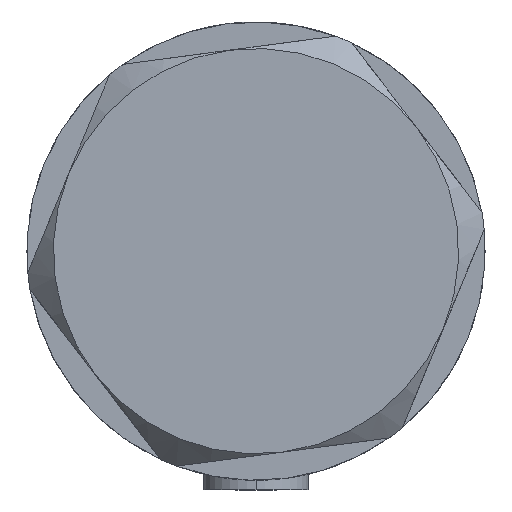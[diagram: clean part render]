
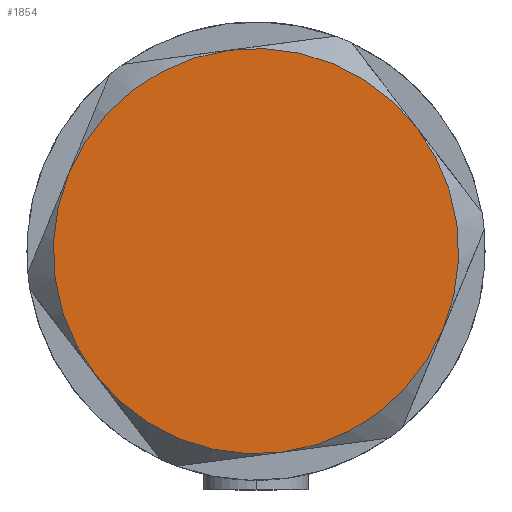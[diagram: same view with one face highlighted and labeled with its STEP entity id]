
A CAD part, left-side view. The second image highlights one B-rep face of the part: STEP entity #1854.
In plain terms, the highlighted face is planar.
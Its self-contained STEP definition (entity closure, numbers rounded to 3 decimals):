
#80 = VERTEX_POINT ( 'NONE', #1371 ) ;
#199 = ORIENTED_EDGE ( 'NONE', *, *, #3715, .T. ) ;
#211 = VERTEX_POINT ( 'NONE', #626 ) ;
#362 = CIRCLE ( 'NONE', #1136, 23. ) ;
#497 = EDGE_CURVE ( 'NONE', #4645, #909, #2362, .T. ) ;
#626 = CARTESIAN_POINT ( 'NONE',  ( -11.5, 19.919, 9. ) ) ;
#653 = CARTESIAN_POINT ( 'NONE',  ( 0., 0., 9. ) ) ;
#909 = VERTEX_POINT ( 'NONE', #1440 ) ;
#973 = ORIENTED_EDGE ( 'NONE', *, *, #1770, .T. ) ;
#1003 = DIRECTION ( 'NONE',  ( 1., 0., 0. ) ) ;
#1036 = AXIS2_PLACEMENT_3D ( 'NONE', #3318, #4036, #1003 ) ;
#1078 = CARTESIAN_POINT ( 'NONE',  ( 0., 0., 9. ) ) ;
#1109 = DIRECTION ( 'NONE',  ( 1., 0., 0. ) ) ;
#1136 = AXIS2_PLACEMENT_3D ( 'NONE', #653, #4623, #5010 ) ;
#1209 = DIRECTION ( 'NONE',  ( 0., 0., 1. ) ) ;
#1224 = VERTEX_POINT ( 'NONE', #1679 ) ;
#1371 = CARTESIAN_POINT ( 'NONE',  ( 23., 0., 9. ) ) ;
#1387 = EDGE_CURVE ( 'NONE', #2015, #4645, #4068, .T. ) ;
#1440 = CARTESIAN_POINT ( 'NONE',  ( 11.5, -19.919, 9. ) ) ;
#1454 = FACE_OUTER_BOUND ( 'NONE', #2608, .T. ) ;
#1679 = CARTESIAN_POINT ( 'NONE',  ( 11.5, 19.919, 9. ) ) ;
#1696 = EDGE_CURVE ( 'NONE', #80, #1224, #2950, .T. ) ;
#1757 = CARTESIAN_POINT ( 'NONE',  ( 0., 0., 9. ) ) ;
#1770 = EDGE_CURVE ( 'NONE', #909, #80, #362, .T. ) ;
#1782 = AXIS2_PLACEMENT_3D ( 'NONE', #3484, #4677, #3040 ) ;
#1784 = DIRECTION ( 'NONE',  ( 0., 0., 1. ) ) ;
#1851 = DIRECTION ( 'NONE',  ( 0., 0., 1. ) ) ;
#1854 = ADVANCED_FACE ( 'NONE', ( #1454 ), #2597, .T. ) ;
#1951 = ORIENTED_EDGE ( 'NONE', *, *, #1387, .T. ) ;
#2015 = VERTEX_POINT ( 'NONE', #3111 ) ;
#2058 = AXIS2_PLACEMENT_3D ( 'NONE', #2757, #1209, #3602 ) ;
#2295 = DIRECTION ( 'NONE',  ( 0., 0., 1. ) ) ;
#2362 = CIRCLE ( 'NONE', #1036, 23. ) ;
#2597 = PLANE ( 'NONE',  #3808 ) ;
#2608 = EDGE_LOOP ( 'NONE', ( #973, #3599, #4323, #199, #1951, #3486 ) ) ;
#2757 = CARTESIAN_POINT ( 'NONE',  ( 0., 0., 9. ) ) ;
#2950 = CIRCLE ( 'NONE', #5053, 23. ) ;
#3034 = DIRECTION ( 'NONE',  ( 1., 0., 0. ) ) ;
#3040 = DIRECTION ( 'NONE',  ( 1., 0., 0. ) ) ;
#3111 = CARTESIAN_POINT ( 'NONE',  ( -23., 0., 9. ) ) ;
#3269 = CARTESIAN_POINT ( 'NONE',  ( -11.5, -19.919, 9. ) ) ;
#3318 = CARTESIAN_POINT ( 'NONE',  ( 0., 0., 9. ) ) ;
#3484 = CARTESIAN_POINT ( 'NONE',  ( 0., 0., 9. ) ) ;
#3486 = ORIENTED_EDGE ( 'NONE', *, *, #497, .T. ) ;
#3599 = ORIENTED_EDGE ( 'NONE', *, *, #1696, .T. ) ;
#3602 = DIRECTION ( 'NONE',  ( 1., 0., 0. ) ) ;
#3715 = EDGE_CURVE ( 'NONE', #211, #2015, #4370, .T. ) ;
#3808 = AXIS2_PLACEMENT_3D ( 'NONE', #1757, #1784, #3034 ) ;
#3946 = DIRECTION ( 'NONE',  ( 1., 0., 0. ) ) ;
#4036 = DIRECTION ( 'NONE',  ( 0., 0., 1. ) ) ;
#4068 = CIRCLE ( 'NONE', #1782, 23. ) ;
#4297 = CARTESIAN_POINT ( 'NONE',  ( 0., 0., 9. ) ) ;
#4323 = ORIENTED_EDGE ( 'NONE', *, *, #4343, .T. ) ;
#4343 = EDGE_CURVE ( 'NONE', #1224, #211, #5191, .T. ) ;
#4370 = CIRCLE ( 'NONE', #2058, 23. ) ;
#4623 = DIRECTION ( 'NONE',  ( 0., 0., 1. ) ) ;
#4645 = VERTEX_POINT ( 'NONE', #3269 ) ;
#4677 = DIRECTION ( 'NONE',  ( 0., 0., 1. ) ) ;
#5010 = DIRECTION ( 'NONE',  ( 1., 0., 0. ) ) ;
#5053 = AXIS2_PLACEMENT_3D ( 'NONE', #4297, #2295, #1109 ) ;
#5086 = AXIS2_PLACEMENT_3D ( 'NONE', #1078, #1851, #3946 ) ;
#5191 = CIRCLE ( 'NONE', #5086, 23. ) ;
